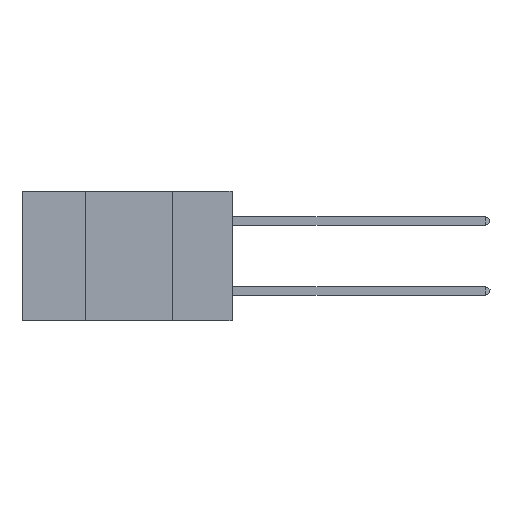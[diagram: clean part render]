
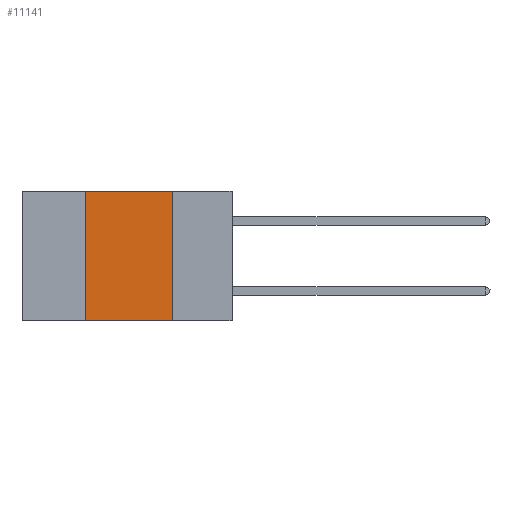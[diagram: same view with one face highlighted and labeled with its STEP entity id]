
A CAD part, left-side view. The second image highlights one B-rep face of the part: STEP entity #11141.
In plain terms, the highlighted planar face has unit normal (-1, 0, 0).
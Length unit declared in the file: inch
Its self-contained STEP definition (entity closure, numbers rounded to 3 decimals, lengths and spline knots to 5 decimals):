
#75 = FACE_OUTER_BOUND ( 'NONE', #12016, .T. ) ;
#932 = CARTESIAN_POINT ( 'NONE',  ( 0., 0.17, 0. ) ) ;
#1551 = CARTESIAN_POINT ( 'NONE',  ( 0., 0.42, 0. ) ) ;
#2246 = VECTOR ( 'NONE', #6325, 39.37008 ) ;
#2306 = CARTESIAN_POINT ( 'NONE',  ( 0., 0.42, 0. ) ) ;
#2326 = ORIENTED_EDGE ( 'NONE', *, *, #14159, .F. ) ;
#2662 = PLANE ( 'NONE',  #12234 ) ;
#4012 = ORIENTED_EDGE ( 'NONE', *, *, #11478, .F. ) ;
#4086 = LINE ( 'NONE', #932, #6771 ) ;
#4120 = DIRECTION ( 'NONE',  ( 0., 0., -1. ) ) ;
#4494 = LINE ( 'NONE', #1551, #5373 ) ;
#4926 = VERTEX_POINT ( 'NONE', #12450 ) ;
#4949 = CARTESIAN_POINT ( 'NONE',  ( 0., 0.42, -0.37 ) ) ;
#5373 = VECTOR ( 'NONE', #13001, 39.37008 ) ;
#5984 = LINE ( 'NONE', #12059, #2246 ) ;
#6325 = DIRECTION ( 'NONE',  ( 0., -1., 0. ) ) ;
#6455 = LINE ( 'NONE', #13523, #8995 ) ;
#6530 = DIRECTION ( 'NONE',  ( 0., 0., -1. ) ) ;
#6771 = VECTOR ( 'NONE', #6530, 39.37008 ) ;
#8435 = CARTESIAN_POINT ( 'NONE',  ( 0., 0.6, 0. ) ) ;
#8820 = VERTEX_POINT ( 'NONE', #2306 ) ;
#8995 = VECTOR ( 'NONE', #13317, 39.37008 ) ;
#9263 = EDGE_CURVE ( 'NONE', #8820, #12335, #5984, .T. ) ;
#9373 = ORIENTED_EDGE ( 'NONE', *, *, #12169, .T. ) ;
#10690 = DIRECTION ( 'NONE',  ( 1., 0., 0. ) ) ;
#11141 = ADVANCED_FACE ( 'NONE', ( #75 ), #2662, .F. ) ;
#11478 = EDGE_CURVE ( 'NONE', #13917, #8820, #4494, .T. ) ;
#12016 = EDGE_LOOP ( 'NONE', ( #2326, #14132, #4012, #9373 ) ) ;
#12059 = CARTESIAN_POINT ( 'NONE',  ( 0., 0.6, 0. ) ) ;
#12169 = EDGE_CURVE ( 'NONE', #13917, #4926, #6455, .T. ) ;
#12234 = AXIS2_PLACEMENT_3D ( 'NONE', #8435, #10690, #4120 ) ;
#12335 = VERTEX_POINT ( 'NONE', #13365 ) ;
#12450 = CARTESIAN_POINT ( 'NONE',  ( 0., 0.17, -0.37 ) ) ;
#13001 = DIRECTION ( 'NONE',  ( 0., 0., 1. ) ) ;
#13317 = DIRECTION ( 'NONE',  ( 0., -1., 0. ) ) ;
#13365 = CARTESIAN_POINT ( 'NONE',  ( 0., 0.17, 0. ) ) ;
#13523 = CARTESIAN_POINT ( 'NONE',  ( 0., 0.6, -0.37 ) ) ;
#13917 = VERTEX_POINT ( 'NONE', #4949 ) ;
#14132 = ORIENTED_EDGE ( 'NONE', *, *, #9263, .F. ) ;
#14159 = EDGE_CURVE ( 'NONE', #12335, #4926, #4086, .T. ) ;
